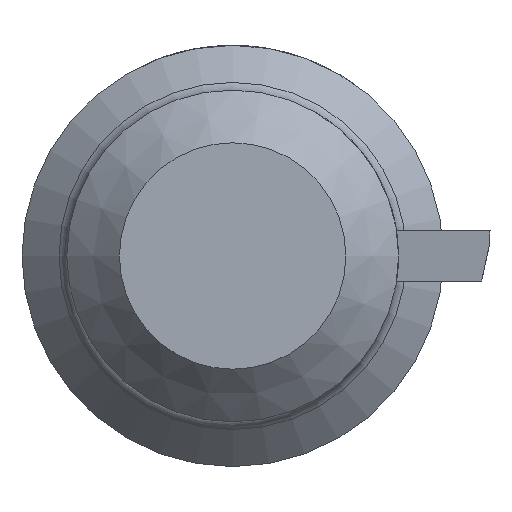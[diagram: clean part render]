
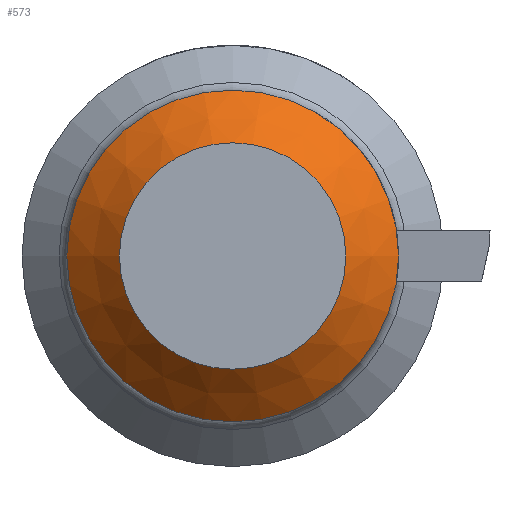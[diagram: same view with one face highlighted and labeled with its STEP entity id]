
A CAD part, left-side view. The second image highlights one B-rep face of the part: STEP entity #573.
In plain terms, the highlighted conical face has half-angle 45 degrees and reference radius 2.65 mm.
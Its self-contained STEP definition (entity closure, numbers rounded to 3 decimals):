
#15=CONICAL_SURFACE('',#653,2.65,0.785);
#49=CIRCLE('',#652,3.15);
#50=CIRCLE('',#654,2.15);
#96=FACE_OUTER_BOUND('',#130,.T.);
#130=EDGE_LOOP('',(#486,#487,#488,#489));
#173=LINE('',#1036,#214);
#214=VECTOR('',#816,2.65);
#262=VERTEX_POINT('',#1030);
#263=VERTEX_POINT('',#1034);
#336=EDGE_CURVE('',#262,#262,#49,.T.);
#338=EDGE_CURVE('',#263,#263,#50,.T.);
#339=EDGE_CURVE('',#263,#262,#173,.T.);
#486=ORIENTED_EDGE('',*,*,#338,.F.);
#487=ORIENTED_EDGE('',*,*,#339,.T.);
#488=ORIENTED_EDGE('',*,*,#336,.T.);
#489=ORIENTED_EDGE('',*,*,#339,.F.);
#573=ADVANCED_FACE('',(#96),#15,.T.);
#652=AXIS2_PLACEMENT_3D('',#1031,#809,#810);
#653=AXIS2_PLACEMENT_3D('',#1033,#812,#813);
#654=AXIS2_PLACEMENT_3D('',#1035,#814,#815);
#809=DIRECTION('center_axis',(-1.,0.,0.));
#810=DIRECTION('ref_axis',(0.,0.,1.));
#812=DIRECTION('center_axis',(1.,0.,0.));
#813=DIRECTION('ref_axis',(0.,-1.,0.));
#814=DIRECTION('center_axis',(-1.,0.,0.));
#815=DIRECTION('ref_axis',(0.,0.,1.));
#816=DIRECTION('',(0.707,0.707,0.));
#1030=CARTESIAN_POINT('',(1.,3.15,0.));
#1031=CARTESIAN_POINT('Origin',(1.,0.,0.));
#1033=CARTESIAN_POINT('Origin',(0.5,0.,0.));
#1034=CARTESIAN_POINT('',(0.,2.15,0.));
#1035=CARTESIAN_POINT('Origin',(0.,0.,0.));
#1036=CARTESIAN_POINT('',(0.5,2.65,0.));
